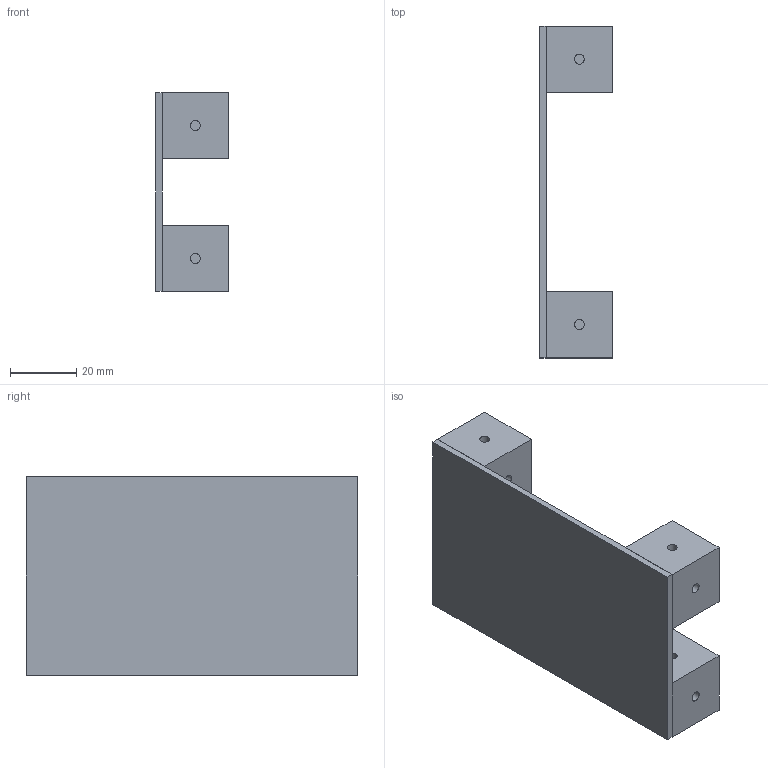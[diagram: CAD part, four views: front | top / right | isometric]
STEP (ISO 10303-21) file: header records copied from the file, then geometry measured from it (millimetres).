
FILE_DESCRIPTION(('Open CASCADE Model'),'2;1');
FILE_NAME('Open CASCADE Shape Model','2025-08-01T16:57:50',('Author'),( 'Open CASCADE'),'Open CASCADE STEP processor 7.8','build123d', 'Unknown');
FILE_SCHEMA(('AUTOMOTIVE_DESIGN { 1 0 10303 214 1 1 1 1 }'));
Length unit declared in the file: millimetre
Products named in the file (6): ASSEMBLY; right_base; connect
Assembly tree (5 placements, depth 2):
  ASSEMBLY
    right_base
    connect
    connect
    connect
    connect
Bounding box: 22 x 100 x 60 mm (x, y, z)
Volume: 43491.1 mm3; surface area: 22918.6 mm2
Topology: 5 solids, 5 shells, 78 faces, 132 edges, 88 vertices
Faces by surface type: plane 54, cylinder 24
Full cylindrical faces by diameter (mm): 3 x24
Entity records: 3730 total; most frequent: CARTESIAN_POINT 640, DIRECTION 600, LINE 300, VECTOR 300, ORIENTED_EDGE 264, PCURVE 264, DEFINITIONAL_REPRESENTATION 264, AXIS2_PLACEMENT_3D 132
